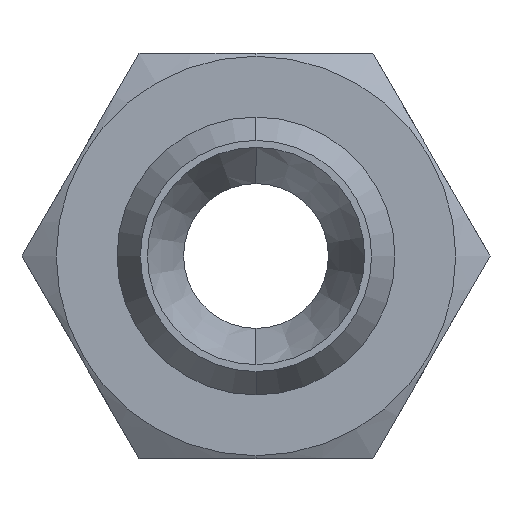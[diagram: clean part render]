
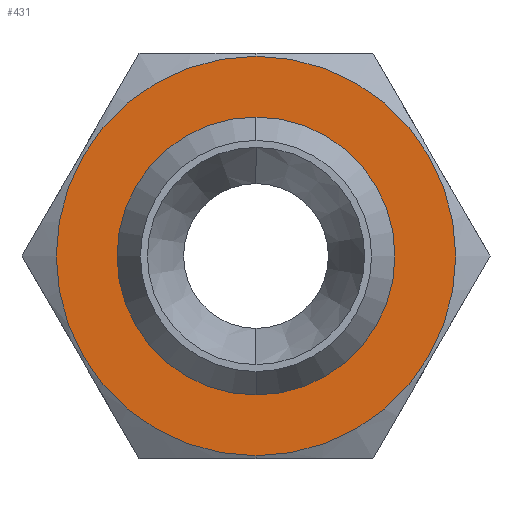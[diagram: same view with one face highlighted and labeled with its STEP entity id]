
A CAD part, front view. The second image highlights one B-rep face of the part: STEP entity #431.
In plain terms, the highlighted planar face has unit normal (0, -1, 0).
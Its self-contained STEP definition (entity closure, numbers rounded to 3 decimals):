
#9 = AXIS2_PLACEMENT_3D ( 'NONE', #845, #807, #814 ) ;
#40 = AXIS2_PLACEMENT_3D ( 'NONE', #1156, #1165, #1168 ) ;
#45 = CIRCLE ( 'NONE', #9, 4.8 ) ;
#62 = CIRCLE ( 'NONE', #40, 6.9 ) ;
#80 = CIRCLE ( 'NONE', #84, 6.9 ) ;
#84 = AXIS2_PLACEMENT_3D ( 'NONE', #881, #803, #822 ) ;
#127 = CIRCLE ( 'NONE', #129, 4.8 ) ;
#129 = AXIS2_PLACEMENT_3D ( 'NONE', #304, #294, #296 ) ;
#158 = AXIS2_PLACEMENT_3D ( 'NONE', #290, #248, #330 ) ;
#248 = DIRECTION ( 'NONE',  ( 0., -1., 0. ) ) ;
#252 = PLANE ( 'NONE',  #158 ) ;
#290 = CARTESIAN_POINT ( 'NONE',  ( 4.8, 7., 0. ) ) ;
#294 = DIRECTION ( 'NONE',  ( 0., -1., 0. ) ) ;
#296 = DIRECTION ( 'NONE',  ( 0., 0., -1. ) ) ;
#304 = CARTESIAN_POINT ( 'NONE',  ( 0., 7., 0. ) ) ;
#330 = DIRECTION ( 'NONE',  ( 0., 0., -1. ) ) ;
#431 = ADVANCED_FACE ( 'NONE', ( #1081, #1066 ), #252, .T. ) ;
#448 = EDGE_CURVE ( 'NONE', #974, #968, #127, .T. ) ;
#474 = EDGE_CURVE ( 'NONE', #968, #974, #45, .T. ) ;
#480 = EDGE_CURVE ( 'NONE', #955, #954, #80, .T. ) ;
#496 = EDGE_CURVE ( 'NONE', #954, #955, #62, .T. ) ;
#596 = EDGE_LOOP ( 'NONE', ( #993, #940 ) ) ;
#602 = EDGE_LOOP ( 'NONE', ( #608, #942 ) ) ;
#608 = ORIENTED_EDGE ( 'NONE', *, *, #448, .F. ) ;
#803 = DIRECTION ( 'NONE',  ( 0., -1., 0. ) ) ;
#807 = DIRECTION ( 'NONE',  ( 0., -1., 0. ) ) ;
#814 = DIRECTION ( 'NONE',  ( 0., 0., -1. ) ) ;
#822 = DIRECTION ( 'NONE',  ( 0., 0., -1. ) ) ;
#845 = CARTESIAN_POINT ( 'NONE',  ( 0., 7., 0. ) ) ;
#881 = CARTESIAN_POINT ( 'NONE',  ( 0., 7., 0. ) ) ;
#940 = ORIENTED_EDGE ( 'NONE', *, *, #496, .T. ) ;
#942 = ORIENTED_EDGE ( 'NONE', *, *, #474, .F. ) ;
#954 = VERTEX_POINT ( 'NONE', #1137 ) ;
#955 = VERTEX_POINT ( 'NONE', #1142 ) ;
#968 = VERTEX_POINT ( 'NONE', #1178 ) ;
#974 = VERTEX_POINT ( 'NONE', #1251 ) ;
#993 = ORIENTED_EDGE ( 'NONE', *, *, #480, .T. ) ;
#1066 = FACE_BOUND ( 'NONE', #602, .T. ) ;
#1081 = FACE_OUTER_BOUND ( 'NONE', #596, .T. ) ;
#1137 = CARTESIAN_POINT ( 'NONE',  ( 0., 7., -6.9 ) ) ;
#1142 = CARTESIAN_POINT ( 'NONE',  ( 0., 7., 6.9 ) ) ;
#1156 = CARTESIAN_POINT ( 'NONE',  ( 0., 7., 0. ) ) ;
#1165 = DIRECTION ( 'NONE',  ( 0., -1., 0. ) ) ;
#1168 = DIRECTION ( 'NONE',  ( 0., 0., -1. ) ) ;
#1178 = CARTESIAN_POINT ( 'NONE',  ( 0., 7., 4.8 ) ) ;
#1251 = CARTESIAN_POINT ( 'NONE',  ( 0., 7., -4.8 ) ) ;
